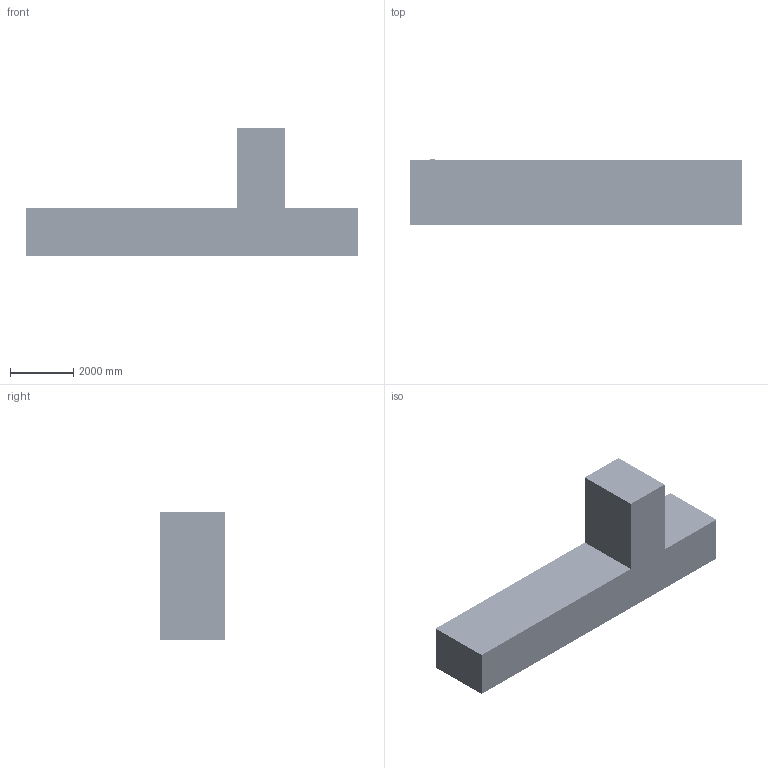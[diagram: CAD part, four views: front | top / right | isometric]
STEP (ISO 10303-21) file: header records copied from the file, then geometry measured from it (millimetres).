
FILE_DESCRIPTION (( 'STEP AP203' ), '1' );
FILE_NAME ('Baugruppe1 - Kopie.STEP', '2023-10-06T10:22:29', ( '' ), ( '' ), 'SwSTEP 2.0', 'SolidWorks 2018', '' );
FILE_SCHEMA (( 'CONFIG_CONTROL_DESIGN' ));
Length unit declared in the file: millimetre
Products named in the file (70): Ankerhuelse mit Querloch^Kopie von Konsole_010-036b  Seitenwand_ECO.1025.X.B.250.5D_Baugruppe1 - Kopie_Rd 12; Kopie von 010-014 Radkasten^Kopie von D250x2_ECO.1025.X.B.250.5D_Baugruppe1 - Kopie_R201; Kopie von In 6kt-Schr DIN912 M20^Kopie von 010-013c  Schluesselstück_Kopie von D250x2_ECO.1025.X.B.250.5D_Baugruppe1 - Kopie; 010-036b  Seitenwand^ECO.1025.X.B.250.5D_Baugruppe1 - Kopie_R201; Kopie von Schl黶selst點krohr^010-013 Schluesselstueck_Kopie von 010-012 Deckelwanne_Kopie von ECO.1010.DB.C250_ECO.1050.X.B.400.5D_Baugruppe1 - Kopie_P001; 010-036b  Seitenwand^ECO.1050.X.B.400.5D_Baugruppe1 - Kopie_R201; Kopie von 010-020 Beschriftungsplatte^010-017 Oese_Kopie von 010-012 Deckelwanne_Kopie von ECO.1010.DB.C250_ECO.1050.X.B.400.5D_Baugruppe1 - Kopie_P002 ohne Gravur; Kopie von 002-165a Abdeckblech oben^010-014 Radkasten_Kopie von 010-012 Deckelwanne_Kopie von ECO.1010.DB.C250_ECO.1050.X.B.400.5D_Baugruppe1 - Kopie_P001; Kopie von Zylinderstift^Kopie von 010-014 Radkasten_Kopie von D250x2_ECO.1025.X.B.250.5D_Baugruppe1 - Kopie_30; Kopie von Konsole^010-036b  Seitenwand_ECO.1025.X.B.250.5D_Baugruppe1 - Kopie; Kopie von 010-020f Beschriftungsplatte^Kopie von D250x2_ECO.1025.X.B.250.5D_Baugruppe1 - Kopie_NEUTRAL; Kopie von Schlüsselstück rohr_2^010-013 Schluesselstueck_Kopie von 010-012 Deckelwanne_Kopie von ECO.1010.DB.C250_ECO.1050.X.B.400.5D_Baugruppe1 - Kopie_P001; 010-014 Radkasten^Kopie von 010-012 Deckelwanne_Kopie von ECO.1010.DB.C250_ECO.1050.X.B.400.5D_Baugruppe1 - Kopie_R201; Kopie von 002-165a Abdeckblech oben^Kopie von 010-014 Radkasten_Kopie von D250x2_ECO.1025.X.B.250.5D_Baugruppe1 - Kopie_P001; 010-017 Oese^Kopie von 010-012 Deckelwanne_Kopie von ECO.1010.DB.C250_ECO.1050.X.B.400.5D_Baugruppe1 - Kopie_R201; Kopie von 010-020f Beschriftungsplatte^Kopie von D250x2_ECO.1025.X.B.250.5D_Baugruppe1 - Kopie_p005 mit Gravur D400; Kopie von 6kt-Mutter BN628 - M20^Kopie von Konsole_010-036b  Seitenwand_ECO.1050.X.B.400.5D_Baugruppe1 - Kopie_P001; Kunststoffpropfen^Kopie von 010-012 Deckelwanne_Kopie von ECO.1010.DB.C250_ECO.1050.X.B.400.5D_Baugruppe1 - Kopie_P001; Kopie von 010-032d 01xx Stirnwand^ECO.1050.X.B.400.5D_Baugruppe1 - Kopie_R201; hex screw gradeab_din_DIN EN 24017 - M12 x 25-N; Teil5^träger_01; Kopie von Scheibe BN670 - A2^Kopie von 010-013c  Schluesselstück_Kopie von D250x2_ECO.1025.X.B.250.5D_Baugruppe1 - Kopie_M20; Teil6^träger_01; Kopie von Rohr_9_a^Kopie von 010-013c  Schluesselstück_Kopie von D250x2_ECO.1025.X.B.250.5D_Baugruppe1 - Kopie_P001; Kopie von 010-031d 1025 Auflageprofil^010-036b  Seitenwand_ECO.1025.X.B.250.5D_Baugruppe1 - Kopie_P002; Kopie von 010-016 0808 Aussenwanne^Kopie von D250x2_ECO.1025.X.B.250.5D_Baugruppe1 - Kopie_P002; Kopie von Konsole^010-036b  Seitenwand_ECO.1050.X.B.400.5D_Baugruppe1 - Kopie; Kopie von 010-032d  Stirnwand_polex_spez^Kopie von 010-032d 01xx Stirnwand_ECO.1025.X.B.250.5D_Baugruppe1 - Kopie_P001; 010-025 Konsolenwinkel^Kopie von Konsole_010-036b  Seitenwand_ECO.1025.X.B.250.5D_Baugruppe1 - Kopie_P001; 010-027a Konsolenverstaerkung^Kopie von Konsole_010-036b  Seitenwand_ECO.1025.X.B.250.5D_Baugruppe1 - Kopie_P001; Kopie von Zylinderstift^010-014 Radkasten_Kopie von 010-012 Deckelwanne_Kopie von ECO.1010.DB.C250_ECO.1050.X.B.400.5D_Baugruppe1 - Kopie_30; Kopie von 010-025 Konsolenwinkel^Kopie von Konsole_010-036b  Seitenwand_ECO.1050.X.B.400.5D_Baugruppe1 - Kopie_P001; Kopie von Imbuss-Schraube^010-013 Schluesselstueck_Kopie von 010-012 Deckelwanne_Kopie von ECO.1010.DB.C250_ECO.1050.X.B.400.5D_Baugruppe1 - Kopie; Kopie von D250x2^ECO.1025.X.B.250.5D_Baugruppe1 - Kopie; Kopie von 010-013c  Schluesselst點k^Kopie von D250x2_ECO.1025.X.B.250.5D_Baugruppe1 - Kopie_R201; Kopie von 010-031d 1030 Auflageprofil^010-036b  Seitenwand_ECO.1050.X.B.400.5D_Baugruppe1 - Kopie_P002; Kopie von Rohr_8_c^Kopie von 010-013c  Schluesselstück_Kopie von D250x2_ECO.1025.X.B.250.5D_Baugruppe1 - Kopie_P001; 6kt-Mutter BN628 - M20^Kopie von Konsole_010-036b  Seitenwand_ECO.1025.X.B.250.5D_Baugruppe1 - Kopie_P001; Kopie von 010-015 Radhalter^010-014 Radkasten_Kopie von 010-012 Deckelwanne_Kopie von ECO.1010.DB.C250_ECO.1050.X.B.400.5D_Baugruppe1 - Kopie_P002; ECO.1050.X.B.400.5D^Baugruppe1 - Kopie_mit D ...
Assembly tree (190 placements, depth 6):
  Baugruppe1 - Kopie
    Fundament^Baugruppe1 - Kopie_01
    ECO.1050.X.B.400.5D^Baugruppe1 - Kopie_mit D
      Kopie von 010-032d 01xx Stirnwand^ECO.1050.X.B.400.5D_Baugruppe1 - Kopie_R201  x2
        Kopie von 010-032d  Stirnwand_polex_spez^Kopie von 010-032d 01xx Stirnwand_ECO.1050.X.B.400.5D_Baugruppe1 - Kopie_P001
      010-036b  Seitenwand^ECO.1050.X.B.400.5D_Baugruppe1 - Kopie_R201
        Kopie von 010-031d 1030 Auflageprofil^010-036b  Seitenwand_ECO.1050.X.B.400.5D_Baugruppe1 - Kopie_P002
        Kopie von Konsole^010-036b  Seitenwand_ECO.1050.X.B.400.5D_Baugruppe1 - Kopie  x36
          Kopie von 010-027 Konsolenverstaerkung^Kopie von Konsole_010-036b  Seitenwand_ECO.1050.X.B.400.5D_Baugruppe1 - Kopie_P001
          Kopie von 6kt-Mutter BN628 - M20^Kopie von Konsole_010-036b  Seitenwand_ECO.1050.X.B.400.5D_Baugruppe1 - Kopie_P001
          Kopie von 010-025 Konsolenwinkel^Kopie von Konsole_010-036b  Seitenwand_ECO.1050.X.B.400.5D_Baugruppe1 - Kopie_P001
          hex screw gradeab_din_DIN EN 24017 - M12 x 25-N
          Kopie von Ankerhuelse mit Querloch^Kopie von Konsole_010-036b  Seitenwand_ECO.1050.X.B.400.5D_Baugruppe1 - Kopie_Rd 12
      010-036b  Seitenwand^ECO.1050.X.B.400.5D_Baugruppe1 - Kopie_R201
        Kopie von 010-031d 1030 Auflageprofil^010-036b  Seitenwand_ECO.1050.X.B.400.5D_Baugruppe1 - Kopie_P002
        Kopie von Konsole^010-036b  Seitenwand_ECO.1050.X.B.400.5D_Baugruppe1 - Kopie  x36
          Kopie von 010-027 Konsolenverstaerkung^Kopie von Konsole_010-036b  Seitenwand_ECO.1050.X.B.400.5D_Baugruppe1 - Kopie_P001
          Kopie von 6kt-Mutter BN628 - M20^Kopie von Konsole_010-036b  Seitenwand_ECO.1050.X.B.400.5D_Baugruppe1 - Kopie_P001
          Kopie von 010-025 Konsolenwinkel^Kopie von Konsole_010-036b  Seitenwand_ECO.1050.X.B.400.5D_Baugruppe1 - Kopie_P001
          hex screw gradeab_din_DIN EN 24017 - M12 x 25-N
          Kopie von Ankerhuelse mit Querloch^Kopie von Konsole_010-036b  Seitenwand_ECO.1050.X.B.400.5D_Baugruppe1 - Kopie_Rd 12
      Kopie von ECO.1010.DB.C250^ECO.1050.X.B.400.5D_Baugruppe1 - Kopie_R201  x10
        Kopie von 010-012 Deckelwanne^Kopie von ECO.1010.DB.C250_ECO.1050.X.B.400.5D_Baugruppe1 - Kopie_R201
          010-016 Deckelwanne^Kopie von 010-012 Deckelwanne_Kopie von ECO.1010.DB.C250_ECO.1050.X.B.400.5D_Baugruppe1 - Kopie_P002
          010-014 Radkasten^Kopie von 010-012 Deckelwanne_Kopie von ECO.1010.DB.C250_ECO.1050.X.B.400.5D_Baugruppe1 - Kopie_R201  x2
            Kopie von 010-015 Radhalter^010-014 Radkasten_Kopie von 010-012 Deckelwanne_Kopie von ECO.1010.DB.C250_ECO.1050.X.B.400.5D_Baugruppe1 - Kopie_P002
            Kopie von 002-165a Abdeckblech oben^010-014 Radkasten_Kopie von 010-012 Deckelwanne_Kopie von ECO.1010.DB.C250_ECO.1050.X.B.400.5D_Baugruppe1 - Kopie_P001
            Kopie von Rad_Tente^010-014 Radkasten_Kopie von 010-012 Deckelwanne_Kopie von ECO.1010.DB.C250_ECO.1050.X.B.400.5D_Baugruppe1 - Kopie_P001
            Kopie von Zylinderstift^010-014 Radkasten_Kopie von 010-012 Deckelwanne_Kopie von ECO.1010.DB.C250_ECO.1050.X.B.400.5D_Baugruppe1 - Kopie_30
          010-013 Schluesselstueck^Kopie von 010-012 Deckelwanne_Kopie von ECO.1010.DB.C250_ECO.1050.X.B.400.5D_Baugruppe1 - Kopie_R201  x4
            Kopie von 010-019 Flansch^010-013 Schluesselstueck_Kopie von 010-012 Deckelwanne_Kopie von ECO.1010.DB.C250_ECO.1050.X.B.400.5D_Baugruppe1 - Kopie_P001
            Kopie von Schlüsselstück rohr_2^010-013 Schluesselstueck_Kopie von 010-012 Deckelwanne_Kopie von ECO.1010.DB.C250_ECO.1050.X.B.400.5D_Baugruppe1 - Kopie_P001
            Kopie von Imbuss-Schraube^010-013 Schluesselstueck_Kopie von 010-012 Deckelwanne_Kopie von ECO.1010.DB.C250_ECO.1050.X.B.400.5D_Baugruppe1 - Kopie
            Kopie von Schl黶selst點krohr^010-013 Schluesselstueck_Kopie von 010-012 Deckelwanne_Kopie von ECO.1010.DB.C250_ECO.1050.X.B.400.5D_Baugruppe1 - Kopie_P001
          010-017 Oese^Kopie von 010-012 Deckelwanne_Kopie von ECO.1010.DB.C250_ECO.1050.X.B.400.5D_Baugruppe1 - Kopie_R201
            Kopie von 010-020 Beschriftungsplatte^010-017 Oese_Kopie von 010-012 Deckelwanne_Kopie von ECO.1010.DB.C250_ECO.1050.X.B.400.5D_Baugruppe1 - Kopie_P001
            Kopie von Schlüsselstückrohr_kurz^010-017 Oese_Kopie von 010-012 Deckelwanne_Kopie von ECO.1010.DB.C250_ECO.1050.X.B.400.5D_Baugruppe1 - Kopie_P001
            Kopie von 010-018 Matrize^010-017 Oese_Kopie von 010-012 Deckelwanne_Kopie von ECO.1010.DB.C250_ECO.1050.X.B.400.5D_Baugruppe1 - Kopie_P001
          010-017 Oese^Kopie von 010-012 Deckelwanne_Kopie von ECO.1010.DB.C250_ECO.1050.X.B.400.5D_Baugruppe1 - Kopie_R202
            Kopie von 010-020 Beschriftungsplatte^010-017 Oese_Kopie von 010-012 Deckelwanne_Kopie von ECO.1010.DB.C250_ECO.1050.X.B.400.5D_Baugruppe1 - Kopie_P002 ohne Gravur
            Kopie von Schlüsselstückrohr_kurz^010-017 Oese_Kopie von 010-012 Deckelwanne_Kopie von ECO.1010.DB.C250_ECO.1050.X.B.400.5D_Baugruppe1 - Kopie_P001
            Kopie von 010-018 Matrize^010-017 Oese_Kopie von 010-012 Deckelwanne_Kopie von ECO.1010.DB.C250_ECO.1050.X.B.400.5D_Baugruppe1 - Kopie_P001
          Kunststoffpropfen^Kopie von 010-012 Deckelwanne_Kopie von ECO.1010.DB.C250_ECO.1050.X.B.400.5D_Baugruppe1 - Kopie_P001  x2
        Kopie von Beton Belag^Kopie von ECO.1010.DB.C250_ECO.1050.X.B.400.5D_Baugruppe1 - Kopie_P001
    Teil2^Baugruppe1 - Kopie_01
    ECO.1025.X.B.250.5D^Baugruppe1 - Kopie_mit D
      Kopie von 010-032d 01xx Stirnwand^ECO.1025.X.B.250.5D_Baugruppe1 - Kopie_R201
        Kopie von 010-032d  Stirnwand_polex_spez^Kopie von 010-032d 01xx Stirnwand_ECO.1025.X.B.250.5D_Baugruppe1 - Kopie_P001
      010-036b  Seitenwand^ECO.1025.X.B.250.5D_Baugruppe1 - Kopie_R201
        Kopie von 010-031d 1025 Auflageprofil^010-036b  Seitenwand_ECO.1025.X.B.250.5D_Baugruppe1 - Kopie_P002
        Kopie von Konsole^010-036b  Seitenwand_ECO.1025.X.B.250.5D_Baugruppe1 - Kopie  x10
          010-027a Konsolenverstaerkung^Kopie von Konsole_010-036b  Seitenwand_ECO.1025.X.B.250.5D_Baugruppe1 - Kopie_P001
          6kt-Mutter BN628 - M20^Kopie von Konsole_010-036b  Seitenwand_ECO.1025.X.B.250.5D_Baugruppe1 - Kopie_P001
          010-025 Konsolenwinkel^Kopie von Konsole_010-036b  Seitenwand_ECO.1025.X.B.250.5D_Baugruppe1 - Kopie_P001
          hex screw gradeab_din_DIN EN 24017 - M12 x 25-N
          Ankerhuelse mit Querloch^Kopie von Konsole_010-036b  Seitenwand_ECO.1025.X.B.250.5D_Baugruppe1 - Kopie_Rd 12
      010-036b  Seitenwand^ECO.1025.X.B.250.5D_Baugruppe1 - Kopie_R201
        Kopie von 010-031d 1025 Auflageprofil^010-036b  Seitenwand_ECO.1025.X.B.250.5D_Baugruppe1 - Kopie_P002
        Kopie von Konsole^010-036b  Seitenwand_ECO.1025.X.B.250.5D_Baugruppe1 - Kopie  x10
          010-027a Konsolenverstaerkung^Kopie von Konsole_010-036b  Seitenwand_ECO.1025.X.B.250.5D_Baugruppe1 - Kopie_P001
Bounding box: 10462 x 2071.79 x 4008.5 mm (x, y, z)
Volume: 17016501141.3 mm3; surface area: 229383734.4 mm2
Topology: 1148 solids, 1148 shells, 32366 faces, 79141 edges, 49414 vertices
Faces by surface type: plane 17354, cylinder 8000, bspline 3542, cone 2846, torus 624
Full cylindrical faces by diameter (mm): 4.8 x30, 7.95 x60, 8 x428, 9 x30, 10 x184, 12 x184, 12.2 x560, 13 x2, 13.5 x4, 15 x184, 17.5 x92, 18 x184, 20 x120, 21 x20, 21.7 x40, 22 x60, 24 x92, 25 x20, 26 x40, 26.4 x100, 26.9 x40, 27 x20, 30 x80, 31 x100, 34 x30, 35 x110, 35.8 x10, 36 x20, 37 x20, 38 x60
Entity records: 87374 total; most frequent: CARTESIAN_POINT 28391, ORIENTED_EDGE 9832, DIRECTION 8994, EDGE_CURVE 4916, VERTEX_POINT 3324, AXIS2_PLACEMENT_3D 3045, EDGE_LOOP 3024, LINE 2904
